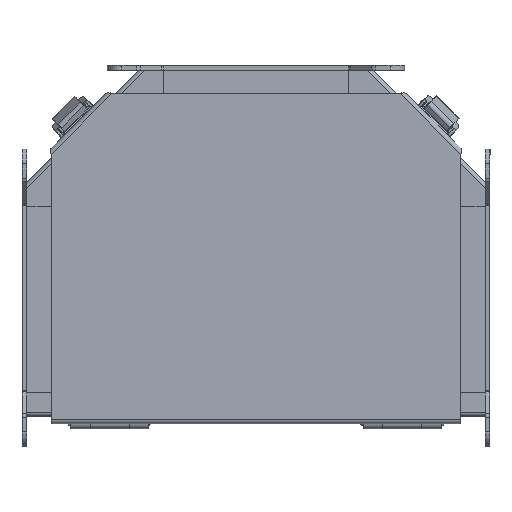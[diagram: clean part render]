
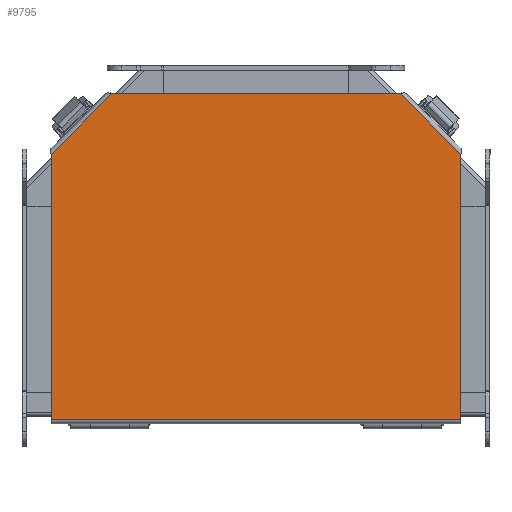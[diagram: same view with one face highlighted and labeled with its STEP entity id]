
A CAD part, front view. The second image highlights one B-rep face of the part: STEP entity #9795.
In plain terms, the highlighted planar face has unit normal (0, -1, 0).
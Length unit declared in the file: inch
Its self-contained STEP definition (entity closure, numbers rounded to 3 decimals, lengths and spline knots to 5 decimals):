
#19 = VERTEX_POINT ( 'NONE', #2246 ) ;
#99 = CARTESIAN_POINT ( 'NONE',  ( 5.25, -3.172, -0.0785 ) ) ;
#475 = EDGE_CURVE ( 'NONE', #496, #15869, #9208, .T. ) ;
#496 = VERTEX_POINT ( 'NONE', #7720 ) ;
#723 = PLANE ( 'NONE',  #7908 ) ;
#886 = DIRECTION ( 'NONE',  ( 0., 0., 1. ) ) ;
#940 = VECTOR ( 'NONE', #886, 39.37008 ) ;
#995 = DIRECTION ( 'NONE',  ( 0., 0., -1. ) ) ;
#1632 = VECTOR ( 'NONE', #4740, 39.37008 ) ;
#1766 = CARTESIAN_POINT ( 'NONE',  ( 5.25, -3.172, -0.0785 ) ) ;
#1964 = CARTESIAN_POINT ( 'NONE',  ( -3.69826, -3.172, 8.2745 ) ) ;
#2246 = CARTESIAN_POINT ( 'NONE',  ( 3.69826, -3.172, 8.2745 ) ) ;
#2488 = VECTOR ( 'NONE', #9541, 39.37008 ) ;
#2981 = CARTESIAN_POINT ( 'NONE',  ( 5.25, -3.172, 6.72276 ) ) ;
#3160 = DIRECTION ( 'NONE',  ( -1., 0., 0. ) ) ;
#3645 = DIRECTION ( 'NONE',  ( -1., 0., 0. ) ) ;
#3834 = CARTESIAN_POINT ( 'NONE',  ( 5.25, -3.172, 6.72276 ) ) ;
#4740 = DIRECTION ( 'NONE',  ( -0.707, 0., -0.707 ) ) ;
#4922 = ORIENTED_EDGE ( 'NONE', *, *, #475, .T. ) ;
#6737 = VECTOR ( 'NONE', #995, 39.37008 ) ;
#6855 = ORIENTED_EDGE ( 'NONE', *, *, #7207, .T. ) ;
#7207 = EDGE_CURVE ( 'NONE', #19, #8375, #13099, .T. ) ;
#7450 = CARTESIAN_POINT ( 'NONE',  ( 5.25, -3.172, 8.2745 ) ) ;
#7720 = CARTESIAN_POINT ( 'NONE',  ( -5.25, -3.172, 6.72276 ) ) ;
#7908 = AXIS2_PLACEMENT_3D ( 'NONE', #7450, #10159, #3160 ) ;
#8115 = CARTESIAN_POINT ( 'NONE',  ( -3.69826, -3.172, 8.2745 ) ) ;
#8375 = VERTEX_POINT ( 'NONE', #8115 ) ;
#9145 = ORIENTED_EDGE ( 'NONE', *, *, #12803, .T. ) ;
#9208 = LINE ( 'NONE', #16902, #6737 ) ;
#9541 = DIRECTION ( 'NONE',  ( 1., 0., 0. ) ) ;
#9795 = ADVANCED_FACE ( 'NONE', ( #13835 ), #723, .T. ) ;
#9970 = EDGE_CURVE ( 'NONE', #16751, #17002, #12863, .T. ) ;
#10159 = DIRECTION ( 'NONE',  ( 0., -1., 0. ) ) ;
#10172 = ORIENTED_EDGE ( 'NONE', *, *, #9970, .T. ) ;
#11028 = CARTESIAN_POINT ( 'NONE',  ( -5.25, -3.172, -0.0785 ) ) ;
#11475 = EDGE_LOOP ( 'NONE', ( #10172, #11690, #6855, #9145, #4922, #12816 ) ) ;
#11690 = ORIENTED_EDGE ( 'NONE', *, *, #15867, .T. ) ;
#12335 = DIRECTION ( 'NONE',  ( -0.707, 0., 0.707 ) ) ;
#12803 = EDGE_CURVE ( 'NONE', #8375, #496, #13932, .T. ) ;
#12816 = ORIENTED_EDGE ( 'NONE', *, *, #13960, .T. ) ;
#12863 = LINE ( 'NONE', #14252, #940 ) ;
#13099 = LINE ( 'NONE', #17204, #17234 ) ;
#13826 = LINE ( 'NONE', #1766, #2488 ) ;
#13835 = FACE_OUTER_BOUND ( 'NONE', #11475, .T. ) ;
#13932 = LINE ( 'NONE', #1964, #1632 ) ;
#13960 = EDGE_CURVE ( 'NONE', #15869, #16751, #13826, .T. ) ;
#13997 = LINE ( 'NONE', #2981, #14371 ) ;
#14252 = CARTESIAN_POINT ( 'NONE',  ( 5.25, -3.172, 8.2745 ) ) ;
#14371 = VECTOR ( 'NONE', #12335, 39.37008 ) ;
#15867 = EDGE_CURVE ( 'NONE', #17002, #19, #13997, .T. ) ;
#15869 = VERTEX_POINT ( 'NONE', #11028 ) ;
#16751 = VERTEX_POINT ( 'NONE', #99 ) ;
#16902 = CARTESIAN_POINT ( 'NONE',  ( -5.25, -3.172, 8.2745 ) ) ;
#17002 = VERTEX_POINT ( 'NONE', #3834 ) ;
#17204 = CARTESIAN_POINT ( 'NONE',  ( 5.25, -3.172, 8.2745 ) ) ;
#17234 = VECTOR ( 'NONE', #3645, 39.37008 ) ;
